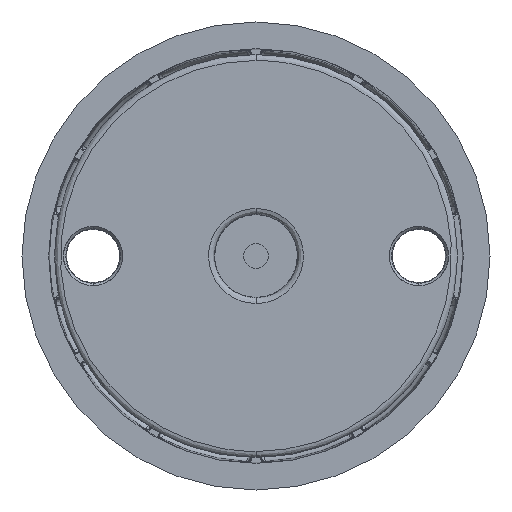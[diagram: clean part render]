
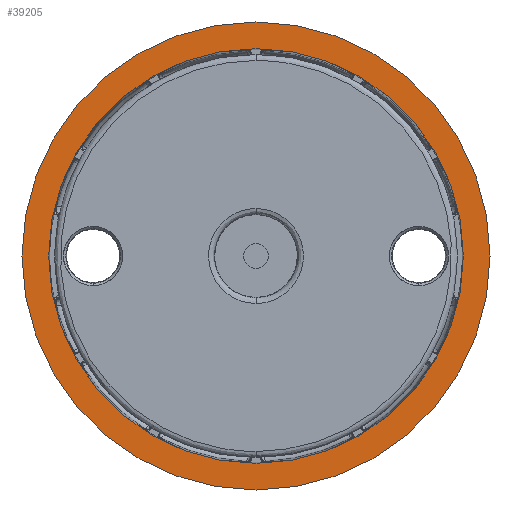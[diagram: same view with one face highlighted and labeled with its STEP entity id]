
A CAD part, front view. The second image highlights one B-rep face of the part: STEP entity #39205.
In plain terms, the highlighted planar face has unit normal (0, -1, 0).
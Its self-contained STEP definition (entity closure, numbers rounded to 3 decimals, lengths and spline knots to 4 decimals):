
#2964 = VERTEX_POINT ( 'NONE', #51123 ) ;
#2988 = AXIS2_PLACEMENT_3D ( 'NONE', #41836, #61123, #32403 ) ;
#2991 = EDGE_CURVE ( 'NONE', #2964, #39489, #20925, .T. ) ;
#3971 = ORIENTED_EDGE ( 'NONE', *, *, #45793, .F. ) ;
#4790 = AXIS2_PLACEMENT_3D ( 'NONE', #5045, #38644, #9847 ) ;
#5045 = CARTESIAN_POINT ( 'NONE',  ( 1.0013, 0.8581, 2.6793 ) ) ;
#6183 = DIRECTION ( 'NONE',  ( 0., 1., 0. ) ) ;
#8296 = DIRECTION ( 'NONE',  ( 0., -1., 0. ) ) ;
#8655 = CIRCLE ( 'NONE', #19542, 1.5551 ) ;
#9269 = AXIS2_PLACEMENT_3D ( 'NONE', #37073, #8296, #41872 ) ;
#9847 = DIRECTION ( 'NONE',  ( 1., 0., 0. ) ) ;
#11291 = ORIENTED_EDGE ( 'NONE', *, *, #2991, .F. ) ;
#17928 = PLANE ( 'NONE',  #2988 ) ;
#19542 = AXIS2_PLACEMENT_3D ( 'NONE', #34966, #6183, #39757 ) ;
#20018 = CARTESIAN_POINT ( 'NONE',  ( 1.0013, 0.8581, 2.6793 ) ) ;
#20925 = CIRCLE ( 'NONE', #9269, 1.378 ) ;
#22287 = EDGE_CURVE ( 'NONE', #39489, #2964, #52528, .T. ) ;
#24820 = DIRECTION ( 'NONE',  ( 1., 0., 0. ) ) ;
#28993 = FACE_OUTER_BOUND ( 'NONE', #32236, .T. ) ;
#30527 = FACE_BOUND ( 'NONE', #34056, .T. ) ;
#32236 = EDGE_LOOP ( 'NONE', ( #3971, #44954 ) ) ;
#32403 = DIRECTION ( 'NONE',  ( 0., 0., 1. ) ) ;
#33100 = VERTEX_POINT ( 'NONE', #38526 ) ;
#34056 = EDGE_LOOP ( 'NONE', ( #46222, #11291 ) ) ;
#34966 = CARTESIAN_POINT ( 'NONE',  ( 1.0013, 0.8581, 2.6793 ) ) ;
#36640 = CARTESIAN_POINT ( 'NONE',  ( 2.3792, 0.8581, 2.6793 ) ) ;
#37073 = CARTESIAN_POINT ( 'NONE',  ( 1.0013, 0.8581, 2.6793 ) ) ;
#38526 = CARTESIAN_POINT ( 'NONE',  ( 2.5564, 0.8581, 2.6793 ) ) ;
#38644 = DIRECTION ( 'NONE',  ( 0., -1., 0. ) ) ;
#39205 = ADVANCED_FACE ( 'NONE', ( #30527, #28993 ), #17928, .F. ) ;
#39489 = VERTEX_POINT ( 'NONE', #36640 ) ;
#39757 = DIRECTION ( 'NONE',  ( 1., 0., 0. ) ) ;
#40509 = CIRCLE ( 'NONE', #54725, 1.5551 ) ;
#40579 = EDGE_CURVE ( 'NONE', #58887, #33100, #8655, .T. ) ;
#41836 = CARTESIAN_POINT ( 'NONE',  ( 0.7073, 0.8581, 2.6793 ) ) ;
#41872 = DIRECTION ( 'NONE',  ( 1., 0., 0. ) ) ;
#44954 = ORIENTED_EDGE ( 'NONE', *, *, #40579, .F. ) ;
#45793 = EDGE_CURVE ( 'NONE', #33100, #58887, #40509, .T. ) ;
#46222 = ORIENTED_EDGE ( 'NONE', *, *, #22287, .F. ) ;
#51123 = CARTESIAN_POINT ( 'NONE',  ( -0.3767, 0.8581, 2.6793 ) ) ;
#52528 = CIRCLE ( 'NONE', #4790, 1.378 ) ;
#53583 = DIRECTION ( 'NONE',  ( 0., 1., 0. ) ) ;
#54725 = AXIS2_PLACEMENT_3D ( 'NONE', #20018, #53583, #24820 ) ;
#57066 = CARTESIAN_POINT ( 'NONE',  ( -0.5538, 0.8581, 2.6793 ) ) ;
#58887 = VERTEX_POINT ( 'NONE', #57066 ) ;
#61123 = DIRECTION ( 'NONE',  ( 0., 1., 0. ) ) ;
